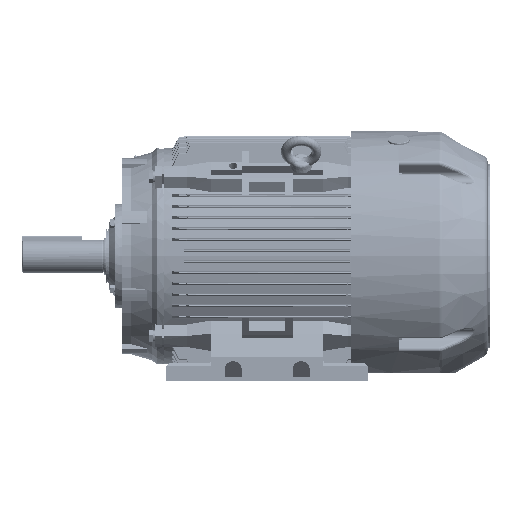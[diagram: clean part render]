
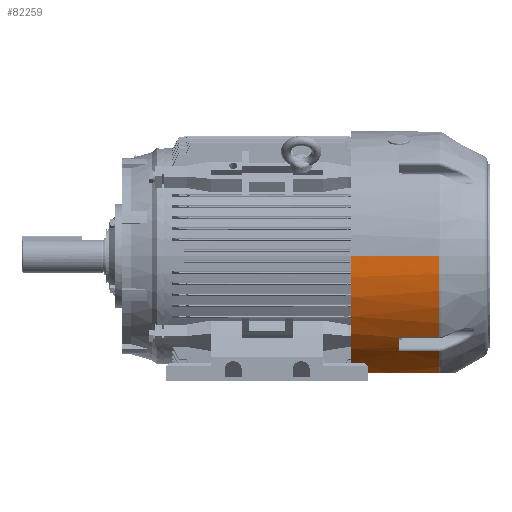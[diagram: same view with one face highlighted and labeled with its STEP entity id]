
A CAD part, front view. The second image highlights one B-rep face of the part: STEP entity #82259.
In plain terms, the highlighted cylindrical face has radius 204 mm (diameter 408 mm), a partial arc.
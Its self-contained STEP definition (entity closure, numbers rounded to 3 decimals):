
#5991 = VERTEX_POINT ( 'NONE', #80817 ) ;
#6027 = VERTEX_POINT ( 'NONE', #81181 ) ;
#6031 = EDGE_CURVE ( 'NONE', #5991, #6027, #81176, .T. ) ;
#15366 = DIRECTION ( 'NONE',  ( 0., 0., 1. ) ) ;
#15367 = DIRECTION ( 'NONE',  ( -1., 0., 0. ) ) ;
#15368 = CARTESIAN_POINT ( 'NONE',  ( 144.11, 0., 0. ) ) ;
#15369 = AXIS2_PLACEMENT_3D ( 'NONE', #15368, #15367, #15366 ) ;
#15370 = CIRCLE ( 'NONE', #15369, 204. ) ;
#15378 = CARTESIAN_POINT ( 'NONE',  ( 78., 0., 0. ) ) ;
#15401 = CIRCLE ( 'NONE', #15457, 204. ) ;
#15402 = CARTESIAN_POINT ( 'NONE',  ( 144.11, -132.185, 155.381 ) ) ;
#15403 = DIRECTION ( 'NONE',  ( 0., 0., 1. ) ) ;
#15404 = DIRECTION ( 'NONE',  ( -1., 0., 0. ) ) ;
#15405 = CARTESIAN_POINT ( 'NONE',  ( 144.11, 0., 0. ) ) ;
#15406 = AXIS2_PLACEMENT_3D ( 'NONE', #15405, #15404, #15403 ) ;
#15407 = DIRECTION ( 'NONE',  ( 0., 0., 1. ) ) ;
#15408 = DIRECTION ( 'NONE',  ( -1., 0., 0. ) ) ;
#15409 = CARTESIAN_POINT ( 'NONE',  ( 0., 0., 0. ) ) ;
#15410 = AXIS2_PLACEMENT_3D ( 'NONE', #15409, #15408, #15407 ) ;
#15411 = CIRCLE ( 'NONE', #15406, 204. ) ;
#15412 = CYLINDRICAL_SURFACE ( 'NONE', #15410, 204. ) ;
#15413 = FACE_OUTER_BOUND ( 'NONE', #82261, .T. ) ;
#15423 = CARTESIAN_POINT ( 'NONE',  ( 78., -132.185, 155.381 ) ) ;
#15424 = DIRECTION ( 'NONE',  ( 0., 0., 1. ) ) ;
#15425 = DIRECTION ( 'NONE',  ( -1., 0., 0. ) ) ;
#15426 = AXIS2_PLACEMENT_3D ( 'NONE', #15378, #15425, #15424 ) ;
#15427 = CIRCLE ( 'NONE', #15426, 204. ) ;
#15453 = CARTESIAN_POINT ( 'NONE',  ( 0., -187.969, 79.27 ) ) ;
#15454 = DIRECTION ( 'NONE',  ( 0., 0., 1. ) ) ;
#15455 = DIRECTION ( 'NONE',  ( -1., 0., 0. ) ) ;
#15456 = CARTESIAN_POINT ( 'NONE',  ( 0., 0., 0. ) ) ;
#15457 = AXIS2_PLACEMENT_3D ( 'NONE', #15456, #15455, #15454 ) ;
#15475 = CARTESIAN_POINT ( 'NONE',  ( 144.11, 0., 204. ) ) ;
#15476 = DIRECTION ( 'NONE',  ( -1., 0., 0. ) ) ;
#15477 = VECTOR ( 'NONE', #15476, 1000. ) ;
#15478 = CARTESIAN_POINT ( 'NONE',  ( 0., 0., 204. ) ) ;
#15479 = LINE ( 'NONE', #15478, #15477 ) ;
#15480 = CARTESIAN_POINT ( 'NONE',  ( 0., 0., 204. ) ) ;
#15493 = DIRECTION ( 'NONE',  ( 1., 0., 0. ) ) ;
#15494 = VECTOR ( 'NONE', #15493, 1000. ) ;
#15495 = CARTESIAN_POINT ( 'NONE',  ( 0., -132.185, 155.381 ) ) ;
#15501 = LINE ( 'NONE', #15495, #15494 ) ;
#15557 = CARTESIAN_POINT ( 'NONE',  ( 0.03, -188.233, 78.641 ) ) ;
#15558 = CARTESIAN_POINT ( 'NONE',  ( 0., -188.102, 78.953 ) ) ;
#15559 = CARTESIAN_POINT ( 'NONE',  ( 0., -187.969, 79.27 ) ) ;
#15560 = CARTESIAN_POINT ( 'NONE',  ( 65., -190., 74.27 ) ) ;
#15561 = DIRECTION ( 'NONE',  ( -1., 0., 0. ) ) ;
#15562 = VECTOR ( 'NONE', #15561, 1000. ) ;
#15563 = CARTESIAN_POINT ( 'NONE',  ( 75., -190., 74.27 ) ) ;
#15564 = LINE ( 'NONE', #15563, #15562 ) ;
#15565 = B_SPLINE_CURVE_WITH_KNOTS ( 'NONE', 3,
 ( #15559, #15558, #15557, #15616, #15615, #15614, #15613, #15612, #15611, #15610, #15609, #15608, #15607, #15606, #15605, #15604, #15603, #15602, #15601, #15600 ),
 .UNSPECIFIED., .F., .F.,
 ( 4, 2, 2, 2, 2, 2, 2, 2, 2, 4 ),
 ( 0., 0.001, 0.002, 0.003, 0.004, 0.004, 0.005, 0.006, 0.007, 0.008 ),
 .UNSPECIFIED. ) ;
#15566 = CARTESIAN_POINT ( 'NONE',  ( 5., -190., 74.27 ) ) ;
#15595 = CARTESIAN_POINT ( 'NONE',  ( 144.11, -190., 74.27 ) ) ;
#15596 = DIRECTION ( 'NONE',  ( -1., 0., 0. ) ) ;
#15597 = VECTOR ( 'NONE', #15596, 1000. ) ;
#15598 = CARTESIAN_POINT ( 'NONE',  ( 227., -190., 74.27 ) ) ;
#15599 = LINE ( 'NONE', #15598, #15597 ) ;
#15600 = CARTESIAN_POINT ( 'NONE',  ( 5., -190., 74.27 ) ) ;
#15601 = CARTESIAN_POINT ( 'NONE',  ( 4.656, -190., 74.27 ) ) ;
#15602 = CARTESIAN_POINT ( 'NONE',  ( 4.311, -189.986, 74.306 ) ) ;
#15603 = CARTESIAN_POINT ( 'NONE',  ( 3.646, -189.932, 74.445 ) ) ;
#15604 = CARTESIAN_POINT ( 'NONE',  ( 3.325, -189.892, 74.547 ) ) ;
#15605 = CARTESIAN_POINT ( 'NONE',  ( 2.708, -189.787, 74.813 ) ) ;
#15606 = CARTESIAN_POINT ( 'NONE',  ( 2.411, -189.721, 74.979 ) ) ;
#15607 = CARTESIAN_POINT ( 'NONE',  ( 1.869, -189.571, 75.357 ) ) ;
#15608 = CARTESIAN_POINT ( 'NONE',  ( 1.62, -189.487, 75.571 ) ) ;
#15609 = CARTESIAN_POINT ( 'NONE',  ( 1.279, -189.344, 75.926 ) ) ;
#15610 = CARTESIAN_POINT ( 'NONE',  ( 1.171, -189.294, 76.05 ) ) ;
#15611 = CARTESIAN_POINT ( 'NONE',  ( 0.97, -189.192, 76.306 ) ) ;
#15612 = CARTESIAN_POINT ( 'NONE',  ( 0.877, -189.139, 76.437 ) ) ;
#15613 = CARTESIAN_POINT ( 'NONE',  ( 0.618, -188.975, 76.842 ) ) ;
#15614 = CARTESIAN_POINT ( 'NONE',  ( 0.472, -188.859, 77.125 ) ) ;
#15615 = CARTESIAN_POINT ( 'NONE',  ( 0.236, -188.615, 77.72 ) ) ;
#15616 = CARTESIAN_POINT ( 'NONE',  ( 0.147, -188.489, 78.025 ) ) ;
#80817 = CARTESIAN_POINT ( 'NONE',  ( 144.11, -155.381, 132.185 ) ) ;
#81169 = DIRECTION ( 'NONE',  ( -1., 0., 0. ) ) ;
#81170 = VECTOR ( 'NONE', #81169, 1000. ) ;
#81173 = CARTESIAN_POINT ( 'NONE',  ( 0., -155.381, 132.185 ) ) ;
#81176 = LINE ( 'NONE', #81173, #81170 ) ;
#81181 = CARTESIAN_POINT ( 'NONE',  ( 78., -155.381, 132.185 ) ) ;
#82233 = ORIENTED_EDGE ( 'NONE', *, *, #82235, .T. ) ;
#82235 = EDGE_CURVE ( 'NONE', #82439, #5991, #15370, .T. ) ;
#82238 = ORIENTED_EDGE ( 'NONE', *, *, #6031, .T. ) ;
#82240 = ORIENTED_EDGE ( 'NONE', *, *, #82243, .T. ) ;
#82243 = EDGE_CURVE ( 'NONE', #6027, #82247, #15427, .T. ) ;
#82247 = VERTEX_POINT ( 'NONE', #15423 ) ;
#82259 = ADVANCED_FACE ( 'NONE', ( #15413 ), #15412, .T. ) ;
#82261 = EDGE_LOOP ( 'NONE', ( #82262, #82271, #82274, #82280, #82427, #82436, #82233, #82238, #82240, #82375 ) ) ;
#82262 = ORIENTED_EDGE ( 'NONE', *, *, #82265, .T. ) ;
#82265 = EDGE_CURVE ( 'NONE', #82268, #82334, #15411, .T. ) ;
#82268 = VERTEX_POINT ( 'NONE', #15402 ) ;
#82271 = ORIENTED_EDGE ( 'NONE', *, *, #82332, .T. ) ;
#82274 = ORIENTED_EDGE ( 'NONE', *, *, #82275, .F. ) ;
#82275 = EDGE_CURVE ( 'NONE', #82277, #82328, #15401, .T. ) ;
#82277 = VERTEX_POINT ( 'NONE', #15453 ) ;
#82280 = ORIENTED_EDGE ( 'NONE', *, *, #82421, .T. ) ;
#82328 = VERTEX_POINT ( 'NONE', #15480 ) ;
#82332 = EDGE_CURVE ( 'NONE', #82334, #82328, #15479, .T. ) ;
#82334 = VERTEX_POINT ( 'NONE', #15475 ) ;
#82375 = ORIENTED_EDGE ( 'NONE', *, *, #82378, .T. ) ;
#82378 = EDGE_CURVE ( 'NONE', #82247, #82268, #15501, .T. ) ;
#82421 = EDGE_CURVE ( 'NONE', #82277, #82424, #15565, .T. ) ;
#82424 = VERTEX_POINT ( 'NONE', #15566 ) ;
#82427 = ORIENTED_EDGE ( 'NONE', *, *, #82430, .F. ) ;
#82430 = EDGE_CURVE ( 'NONE', #82434, #82424, #15564, .T. ) ;
#82434 = VERTEX_POINT ( 'NONE', #15560 ) ;
#82436 = ORIENTED_EDGE ( 'NONE', *, *, #82437, .F. ) ;
#82437 = EDGE_CURVE ( 'NONE', #82439, #82434, #15599, .T. ) ;
#82439 = VERTEX_POINT ( 'NONE', #15595 ) ;
